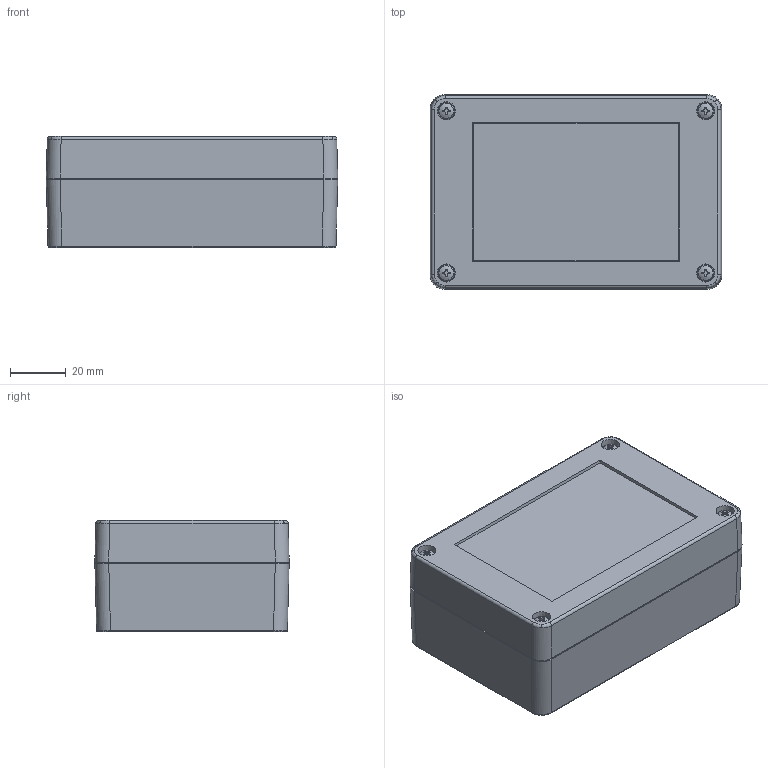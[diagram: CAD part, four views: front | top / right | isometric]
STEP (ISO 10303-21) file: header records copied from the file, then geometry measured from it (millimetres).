
FILE_DESCRIPTION(/* description */ (''),/* implementation_level */ '2;1');
FILE_NAME(/* name */ '2504599_3D.stp',/* time_stamp */ '2022-05-13T10:28:41+02:00',/* author */ ('haertel'),/* organization */ (''),/* preprocessor_version */ 'ST-DEVELOPER v18.1',/* originating_system */ 'Autodesk Inventor 2022',/* authorisation */ '');
FILE_SCHEMA (('AUTOMOTIVE_DESIGN { 1 0 10303 214 3 1 1 }'));
Length unit declared in the file: millimetre
Products named in the file (6): 2504599_3D; 2504599-UT_3D; 2504599-OT_3D; 2504599_3D_4; GWDBU_Pencom_M3 - IN2304 - TMZ-M3-5.2; DIN 7985 M3x17x12
Assembly tree (11 placements, depth 2):
  2504599_3D
    2504599-UT_3D
    2504599-OT_3D
    2504599_3D_4
    GWDBU_Pencom_M3 - IN2304 - TMZ-M3-5.2  x4
    DIN 7985 M3x17x12  x4
Bounding box: 105 x 70 x 40 mm (x, y, z)
Volume: 92260 mm3; surface area: 67314.2 mm2
Topology: 11 solids, 11 shells, 1621 faces, 3603 edges, 2062 vertices
Faces by surface type: plane 1029, cone 331, bspline 145, cylinder 102, torus 9, sphere 5
Full cylindrical faces by diameter (mm): 2.487 x4, 2.5 x6, 2.75 x8, 3 x4, 3.5 x8, 3.65 x16, 3.9 x4, 4.5 x2
Entity records: 29130 total; most frequent: CARTESIAN_POINT 11333, ORIENTED_EDGE 3804, DIRECTION 3315, EDGE_CURVE 1902, AXIS2_PLACEMENT_3D 1220, VERTEX_POINT 1177, LINE 875, VECTOR 875
